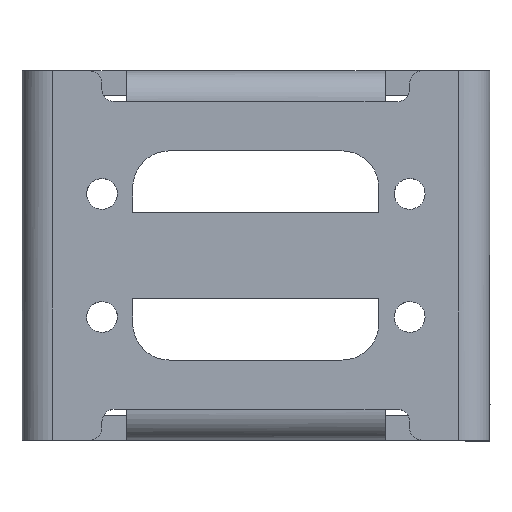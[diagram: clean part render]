
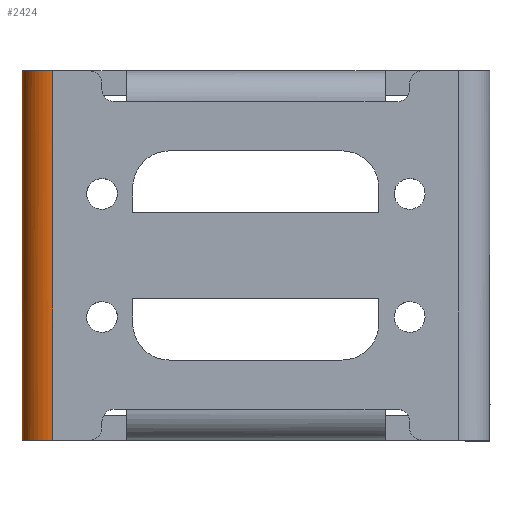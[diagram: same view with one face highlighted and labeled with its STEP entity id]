
A CAD part, top view. The second image highlights one B-rep face of the part: STEP entity #2424.
In plain terms, the highlighted free-form (B-spline) face has degree [1, 2] with [2, 3] control points.
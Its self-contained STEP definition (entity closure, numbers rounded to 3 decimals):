
#79 = CARTESIAN_POINT ( 'NONE',  ( 22.62, 15.084, 206.111 ) ) ;
#104 = CARTESIAN_POINT ( 'NONE',  ( 22.618, -14.916, 208.611 ) ) ;
#274 = EDGE_CURVE ( 'NONE', #4951, #4285, #3518, .T. ) ;
#323 =( BOUNDED_SURFACE ( )  B_SPLINE_SURFACE ( 1, 2, ( 
 ( #2236, #5289, #4889 ),
 ( #4950, #2759, #5319 ) ),
 .UNSPECIFIED., .F., .F., .T. ) 
 B_SPLINE_SURFACE_WITH_KNOTS ( ( 2, 2 ),
 ( 3, 3 ),
 ( -12., 0. ),
 ( 0., 1.571 ),
 .UNSPECIFIED. ) 
 GEOMETRIC_REPRESENTATION_ITEM ( )  RATIONAL_B_SPLINE_SURFACE ( (
 ( 1., 0.707, 1.),
 ( 1., 0.707, 1.) ) ) 
 REPRESENTATION_ITEM ( '' )  SURFACE ( )  );
#659 = EDGE_CURVE ( 'NONE', #4951, #4546, #1004, .T. ) ;
#762 = B_SPLINE_CURVE_WITH_KNOTS ( 'NONE', 1,
 ( #4525, #3221 ),
 .UNSPECIFIED., .F., .F.,
 ( 2, 2 ),
 ( -1., 0. ),
 .UNSPECIFIED. ) ;
#897 = CARTESIAN_POINT ( 'NONE',  ( 25.118, -14.916, 208.612 ) ) ;
#1004 = B_SPLINE_CURVE_WITH_KNOTS ( 'NONE', 1,
 ( #2006, #5109 ),
 .UNSPECIFIED., .F., .F.,
 ( 2, 2 ),
 ( 0., 1. ),
 .UNSPECIFIED. ) ;
#1140 = CARTESIAN_POINT ( 'NONE',  ( 22.62, 15.084, 206.111 ) ) ;
#1383 = CARTESIAN_POINT ( 'NONE',  ( 22.62, -14.916, 206.111 ) ) ;
#1568 = EDGE_LOOP ( 'NONE', ( #5509, #2708, #3220, #1827 ) ) ;
#1827 = ORIENTED_EDGE ( 'NONE', *, *, #274, .F. ) ;
#2006 = CARTESIAN_POINT ( 'NONE',  ( 25.118, -14.916, 208.612 ) ) ;
#2012 = EDGE_CURVE ( 'NONE', #2866, #4546, #3882, .T. ) ;
#2236 = CARTESIAN_POINT ( 'NONE',  ( 22.62, 15.084, 206.111 ) ) ;
#2424 = ADVANCED_FACE ( 'NONE', ( #3560 ), #323, .T. ) ;
#2708 = ORIENTED_EDGE ( 'NONE', *, *, #2012, .F. ) ;
#2759 = CARTESIAN_POINT ( 'NONE',  ( 22.618, -14.916, 208.611 ) ) ;
#2866 = VERTEX_POINT ( 'NONE', #1140 ) ;
#3220 = ORIENTED_EDGE ( 'NONE', *, *, #5354, .T. ) ;
#3221 = CARTESIAN_POINT ( 'NONE',  ( 22.62, -14.916, 206.111 ) ) ;
#3518 =( BOUNDED_CURVE ( )  B_SPLINE_CURVE ( 2, ( #5232, #104, #1383 ),
 .UNSPECIFIED., .F., .F. ) 
 B_SPLINE_CURVE_WITH_KNOTS ( ( 3, 3 ),
 ( -4.712, -3.142 ),
 .UNSPECIFIED. ) 
 CURVE ( )  GEOMETRIC_REPRESENTATION_ITEM ( )  RATIONAL_B_SPLINE_CURVE ( ( 1., 0.707, 1. ) ) 
 REPRESENTATION_ITEM ( '' )  );
#3560 = FACE_OUTER_BOUND ( 'NONE', #1568, .T. ) ;
#3882 =( BOUNDED_CURVE ( )  B_SPLINE_CURVE ( 2, ( #79, #4844, #4936 ),
 .UNSPECIFIED., .F., .F. ) 
 B_SPLINE_CURVE_WITH_KNOTS ( ( 3, 3 ),
 ( 3.142, 4.712 ),
 .UNSPECIFIED. ) 
 CURVE ( )  GEOMETRIC_REPRESENTATION_ITEM ( )  RATIONAL_B_SPLINE_CURVE ( ( 1., 0.707, 1. ) ) 
 REPRESENTATION_ITEM ( '' )  );
#3896 = CARTESIAN_POINT ( 'NONE',  ( 22.62, -14.916, 206.111 ) ) ;
#4285 = VERTEX_POINT ( 'NONE', #3896 ) ;
#4525 = CARTESIAN_POINT ( 'NONE',  ( 22.62, 15.084, 206.111 ) ) ;
#4546 = VERTEX_POINT ( 'NONE', #5481 ) ;
#4844 = CARTESIAN_POINT ( 'NONE',  ( 22.618, 15.084, 208.611 ) ) ;
#4889 = CARTESIAN_POINT ( 'NONE',  ( 25.118, 15.084, 208.612 ) ) ;
#4936 = CARTESIAN_POINT ( 'NONE',  ( 25.118, 15.084, 208.612 ) ) ;
#4950 = CARTESIAN_POINT ( 'NONE',  ( 22.62, -14.916, 206.111 ) ) ;
#4951 = VERTEX_POINT ( 'NONE', #897 ) ;
#5109 = CARTESIAN_POINT ( 'NONE',  ( 25.118, 15.084, 208.612 ) ) ;
#5232 = CARTESIAN_POINT ( 'NONE',  ( 25.118, -14.916, 208.612 ) ) ;
#5289 = CARTESIAN_POINT ( 'NONE',  ( 22.618, 15.084, 208.611 ) ) ;
#5319 = CARTESIAN_POINT ( 'NONE',  ( 25.118, -14.916, 208.612 ) ) ;
#5354 = EDGE_CURVE ( 'NONE', #2866, #4285, #762, .T. ) ;
#5481 = CARTESIAN_POINT ( 'NONE',  ( 25.118, 15.084, 208.612 ) ) ;
#5509 = ORIENTED_EDGE ( 'NONE', *, *, #659, .T. ) ;
